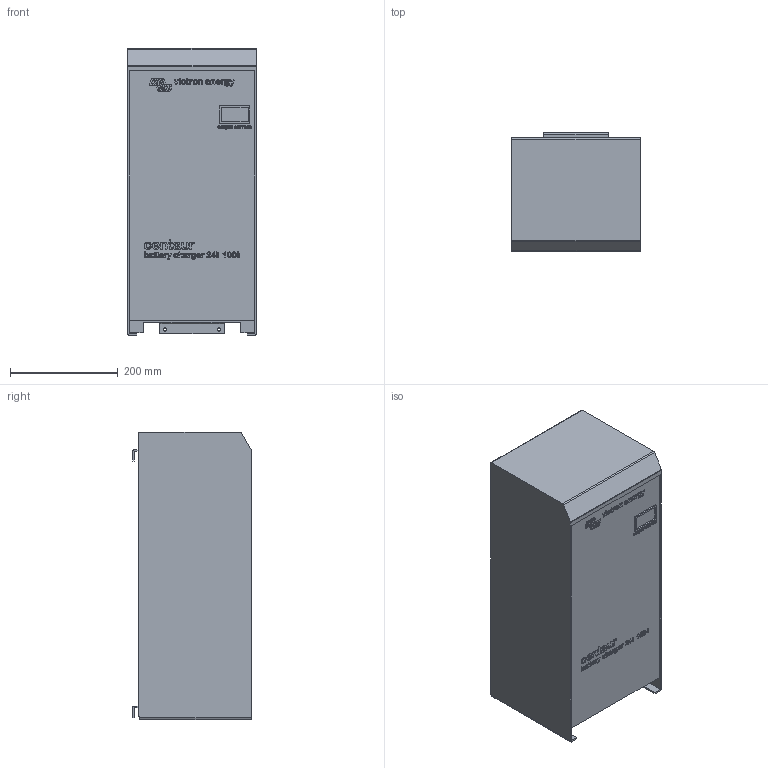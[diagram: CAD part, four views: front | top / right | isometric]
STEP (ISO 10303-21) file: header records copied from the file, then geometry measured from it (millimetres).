
FILE_DESCRIPTION(/* description */ (''),/* implementation_level */ '2;1');
FILE_NAME(/* name */ 'CE7199~1',/* time_stamp */ '2014-05-26T08:25:51+02:00',/* author */ (''),/* organization */ (''),/* preprocessor_version */ 'ST-DEVELOPER v15',/* originating_system */ '',/* authorisation */ '');
FILE_SCHEMA (('AUTOMOTIVE_DESIGN'));
Length unit declared in the file: millimetre
Products named in the file (1): Document
Bounding box: 239 x 220 x 533 mm (x, y, z)
Surface area: 725431.5 mm2 (no closed solid volume)
Topology: 0 solids, 72 shells, 151 faces, 1151 edges, 1038 vertices
Faces by surface type: plane 111, bspline 40
Entity records: 15082 total; most frequent: CARTESIAN_POINT 8876, ORIENTED_EDGE 1326, EDGE_CURVE 1151, VERTEX_POINT 1038, B_SPLINE_CURVE_WITH_KNOTS 1026, EDGE_LOOP 179, ADVANCED_FACE 151, FACE_OUTER_BOUND 151
